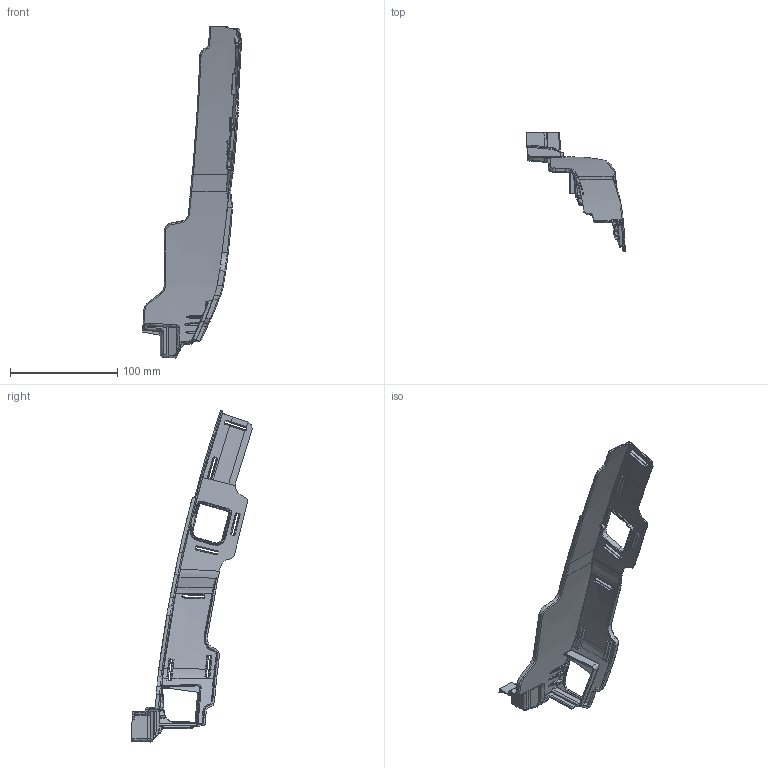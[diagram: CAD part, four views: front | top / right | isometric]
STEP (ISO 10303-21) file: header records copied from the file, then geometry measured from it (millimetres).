
FILE_DESCRIPTION(/* description */ (''),/* implementation_level */ '2;1');
FILE_NAME(/* name */ 'M556556-77222-58Q00A-DP_000.001.stp',/* time_stamp */ '2024-11-30T10:41:16+05:30',/* author */ (''),/* organization */ (''),/* preprocessor_version */ 'ST-DEVELOPER v19.4',/* originating_system */ 'SIEMENS PLM Software NX2306.5001',/* authorisation */ '');
FILE_SCHEMA (('AUTOMOTIVE_DESIGN { 1 0 10303 214 3 1 1 1 }'));
Products named in the file (1): M556556-77222-58Q00A-DP_000.001
Bounding box: 91.8 x 111.91 x 308.96 mm (x, y, z)
Volume: 53750.4 mm3; surface area: 56794.3 mm2
Topology: 1 solids, 1 shells, 768 faces, 2475 edges, 2170 vertices
Faces by surface type: bspline 739, sphere 26, plane 3
Entity records: 44419 total; most frequent: CARTESIAN_POINT 28692, ORIENTED_EDGE 3860, EDGE_CURVE 1930, B_SPLINE_CURVE_WITH_KNOTS 1911, VERTEX_POINT 1156, DIRECTION 948, EDGE_LOOP 778, ADVANCED_FACE 768
